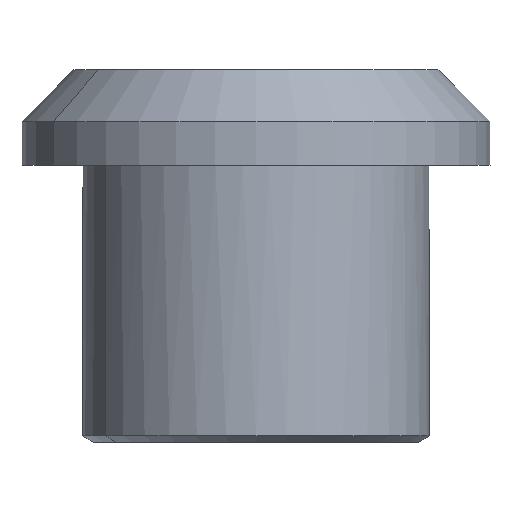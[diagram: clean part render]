
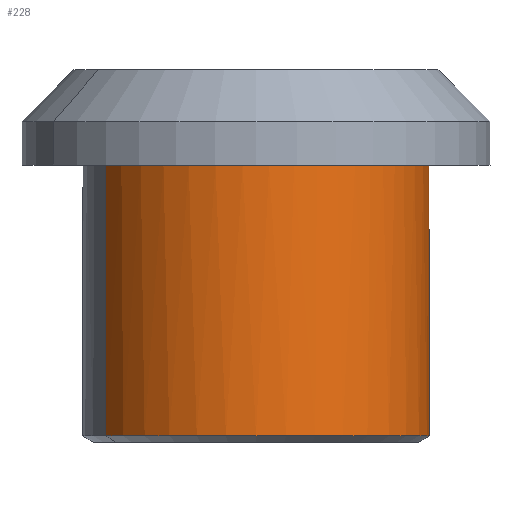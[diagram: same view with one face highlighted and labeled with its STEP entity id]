
A CAD part, left-side view. The second image highlights one B-rep face of the part: STEP entity #228.
In plain terms, the highlighted cylindrical face has radius 10 mm (diameter 20 mm), a partial arc.
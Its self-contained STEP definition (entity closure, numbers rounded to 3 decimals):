
#214=AXIS2_PLACEMENT_3D('Cylinder Axis2P3D',#211,#212,#213) ;
#218=AXIS2_PLACEMENT_3D('Circle Axis2P3D',#216,#217,$) ;
#55=CARTESIAN_POINT('Vertex',(18.5,4.84,16.)) ;
#79=CARTESIAN_POINT('Vertex',(8.297,4.96,16.)) ;
#83=CARTESIAN_POINT('Control Point',(8.297,4.96,16.)) ;
#84=CARTESIAN_POINT('Control Point',(11.117,3.242,16.)) ;
#85=CARTESIAN_POINT('Control Point',(14.893,2.757,16.)) ;
#86=CARTESIAN_POINT('Control Point',(18.5,4.84,16.)) ;
#113=CARTESIAN_POINT('Vertex',(18.5,4.84,0.375)) ;
#115=CARTESIAN_POINT('Vertex',(8.5,22.16,0.375)) ;
#118=CARTESIAN_POINT('Line Origine',(8.5,22.16,10.75)) ;
#122=CARTESIAN_POINT('Vertex',(8.5,22.16,16.)) ;
#130=CARTESIAN_POINT('Line Origine',(18.5,4.84,10.75)) ;
#162=CARTESIAN_POINT('Control Point',(8.5,22.16,16.)) ;
#163=CARTESIAN_POINT('Control Point',(-0.012,17.246,16.)) ;
#164=CARTESIAN_POINT('Control Point',(2.152,8.704,16.)) ;
#165=CARTESIAN_POINT('Control Point',(8.297,4.96,16.)) ;
#211=CARTESIAN_POINT('Axis2P3D Location',(13.5,13.5,10.75)) ;
#216=CARTESIAN_POINT('Axis2P3D Location',(13.5,13.5,0.375)) ;
#119=DIRECTION('Vector Direction',(0.,0.,1.)) ;
#131=DIRECTION('Vector Direction',(0.,0.,1.)) ;
#212=DIRECTION('Axis2P3D Direction',(0.,0.,1.)) ;
#213=DIRECTION('Axis2P3D XDirection',(-0.5,0.866,0.)) ;
#217=DIRECTION('Axis2P3D Direction',(0.,0.,1.)) ;
#120=VECTOR('Line Direction',#119,1.) ;
#132=VECTOR('Line Direction',#131,1.) ;
#222=ORIENTED_EDGE('',*,*,#124,.F.) ;
#223=ORIENTED_EDGE('',*,*,#220,.T.) ;
#224=ORIENTED_EDGE('',*,*,#134,.T.) ;
#225=ORIENTED_EDGE('',*,*,#87,.T.) ;
#226=ORIENTED_EDGE('',*,*,#166,.T.) ;
#228=ADVANCED_FACE('Koerper.2',(#227),#215,.T.) ;
#219=CIRCLE('generated circle',#218,10.) ;
#215=CYLINDRICAL_SURFACE('generated cylinder',#214,10.) ;
#87=EDGE_CURVE('',#56,#80,#82,.F.) ;
#124=EDGE_CURVE('',#116,#123,#121,.T.) ;
#134=EDGE_CURVE('',#114,#56,#133,.T.) ;
#166=EDGE_CURVE('',#80,#123,#161,.F.) ;
#220=EDGE_CURVE('',#116,#114,#219,.T.) ;
#221=EDGE_LOOP('',(#222,#223,#224,#225,#226)) ;
#227=FACE_OUTER_BOUND('',#221,.T.) ;
#121=LINE('Line',#118,#120) ;
#133=LINE('Line',#130,#132) ;
#56=VERTEX_POINT('',#55) ;
#80=VERTEX_POINT('',#79) ;
#114=VERTEX_POINT('',#113) ;
#116=VERTEX_POINT('',#115) ;
#123=VERTEX_POINT('',#122) ;
#82=(BOUNDED_CURVE()B_SPLINE_CURVE(3,(#83,#84,#85,#86),.UNSPECIFIED.,.F.,.U.)B_SPLINE_CURVE_WITH_KNOTS((4,4),(0.,24.685),.UNSPECIFIED.)CURVE()GEOMETRIC_REPRESENTATION_ITEM()RATIONAL_B_SPLINE_CURVE((1.,0.752,0.596,0.533))REPRESENTATION_ITEM('')) ;
#161=(BOUNDED_CURVE()B_SPLINE_CURVE(3,(#162,#163,#164,#165),.UNSPECIFIED.,.F.,.U.)B_SPLINE_CURVE_WITH_KNOTS((4,4),(24.685,66.3),.UNSPECIFIED.)CURVE()GEOMETRIC_REPRESENTATION_ITEM()RATIONAL_B_SPLINE_CURVE((0.533,0.426,0.582,1.))REPRESENTATION_ITEM('')) ;
